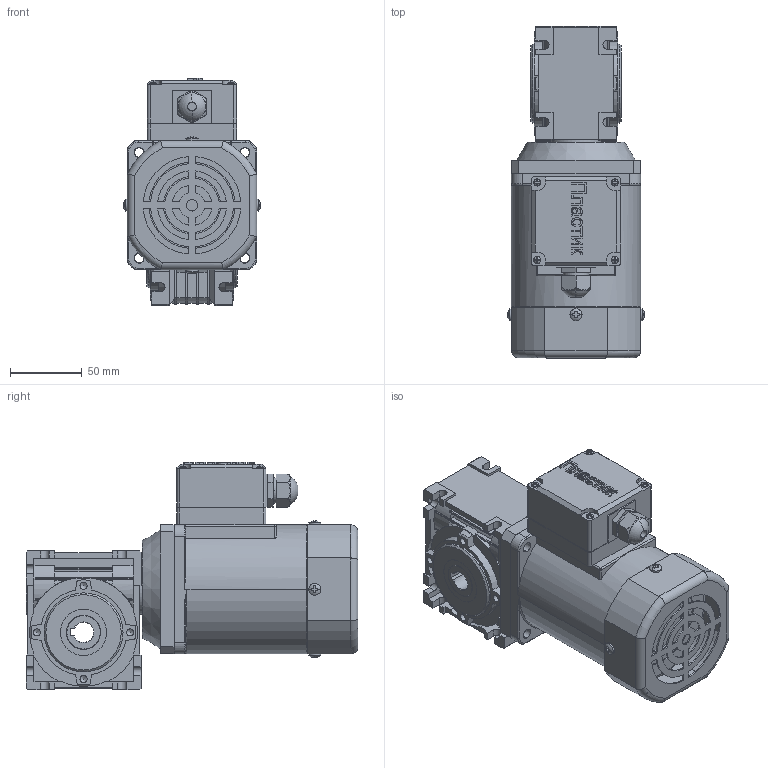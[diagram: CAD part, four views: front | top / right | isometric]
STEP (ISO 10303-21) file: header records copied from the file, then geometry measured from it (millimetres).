
FILE_DESCRIPTION(/* description */ (''),/* implementation_level */ '2;1');
FILE_NAME(/* name */ '60W_IRW030-90x90.step',/* time_stamp */ '2020-01-13T22:41:49+03:00',/* author */ (''),/* organization */ (''),/* preprocessor_version */ 'ST-DEVELOPER v16',/* originating_system */ 'SIEMENS PLM Software NX 10.0',/* authorisation */ '');
FILE_SCHEMA (('AUTOMOTIVE_DESIGN { 1 0 10303 214 3 1 1 1 }'));
Length unit declared in the file: millimetre
Products named in the file (7): IRW30-90x90_id6_x_t; IRW30-90x90_id11_x_t; IRW30-90x90_id16_x_t; IRW30-90x90_id21_x_t; 5IK40A-S3T_11__stp; IRW30-90x90_x_t; 60W_IRW030-90x90_step
Assembly tree (6 placements, depth 3):
  60W_IRW030-90x90_step
    5IK40A-S3T_11__stp
    IRW30-90x90_x_t
      IRW30-90x90_id21_x_t
      IRW30-90x90_id16_x_t
      IRW30-90x90_id11_x_t
      IRW30-90x90_id6_x_t
Bounding box: 95.23 x 231 x 158.5 mm (x, y, z)
Volume: 1288806.9 mm3; surface area: 201038.1 mm2
Topology: 13 solids, 13 shells, 943 faces, 2532 edges, 1643 vertices
Faces by surface type: plane 577, cylinder 274, cone 28, torus 23, sphere 20, extrusion 17, bspline 4
Full cylindrical faces by diameter (mm): 5 x8, 6.5 x4, 15.3 x1, 20 x1, 23.8 x2, 25 x1, 28.75 x2, 32.2 x2, 35.105 x1, 55 x2, 83 x1
Entity records: 31072 total; most frequent: CARTESIAN_POINT 7145, ORIENTED_EDGE 4960, DIRECTION 4867, EDGE_CURVE 2480, AXIS2_PLACEMENT_3D 1668, VERTEX_POINT 1639, VECTOR 1531, LINE 1514
